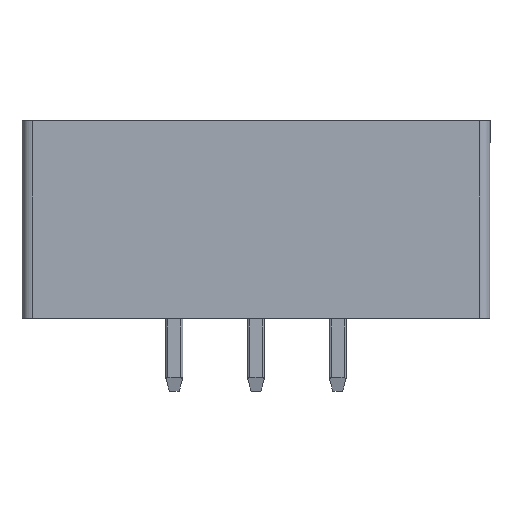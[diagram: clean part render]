
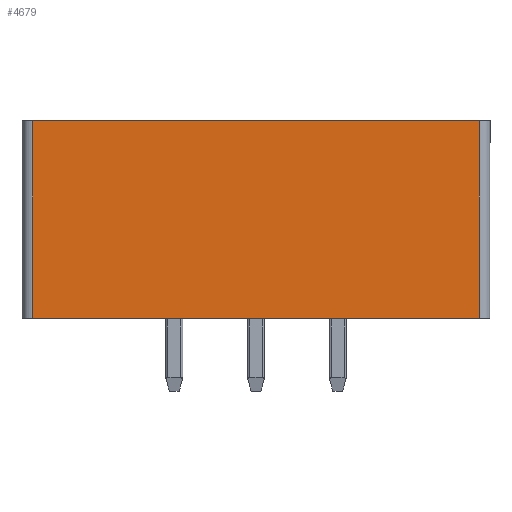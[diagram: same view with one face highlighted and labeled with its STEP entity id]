
A CAD part, front view. The second image highlights one B-rep face of the part: STEP entity #4679.
In plain terms, the highlighted planar face has unit normal (0, -1, 0).
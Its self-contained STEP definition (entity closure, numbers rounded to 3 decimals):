
#4679=ADVANCED_FACE('',(#12126),#12127,.T.);
#5779=VERTEX_POINT('',#13690);
#5783=VERTEX_POINT('',#13695);
#5785=EDGE_CURVE('',#5779,#5783,#13697,.T.);
#5975=VERTEX_POINT('',#13938);
#5979=VERTEX_POINT('',#13943);
#5981=EDGE_CURVE('',#5975,#5979,#13945,.T.);
#7247=EDGE_CURVE('',#5779,#5979,#15223,.T.);
#7249=EDGE_CURVE('',#5783,#5975,#15225,.T.);
#12126=FACE_OUTER_BOUND('',#21027,.T.);
#12127=PLANE('',#21028);
#13690=CARTESIAN_POINT('',(0.,0.,0.));
#13695=CARTESIAN_POINT('',(0.,0.,9.2));
#13697=LINE('',#22724,#22725);
#13938=CARTESIAN_POINT('',(20.82,0.,9.2));
#13943=CARTESIAN_POINT('',(20.82,0.,0.));
#13945=LINE('',#23105,#23106);
#15223=LINE('',#25182,#25183);
#15225=LINE('',#25186,#25187);
#21027=EDGE_LOOP('',(#33261,#33262,#33263,#33264));
#21028=AXIS2_PLACEMENT_3D('',#33265,#33266,#33267);
#22724=CARTESIAN_POINT('',(0.,0.,0.));
#22725=VECTOR('',#37498,1.0);
#23105=CARTESIAN_POINT('',(20.82,0.,9.2));
#23106=VECTOR('',#37652,1.0);
#25182=CARTESIAN_POINT('',(14.22,0.,0.));
#25183=VECTOR('',#38185,1.0);
#25186=CARTESIAN_POINT('',(14.22,0.,9.2));
#25187=VECTOR('',#38186,1.0);
#33261=ORIENTED_EDGE('',*,*,#7247,.T.);
#33262=ORIENTED_EDGE('',*,*,#5981,.F.);
#33263=ORIENTED_EDGE('',*,*,#7249,.F.);
#33264=ORIENTED_EDGE('',*,*,#5785,.F.);
#33265=CARTESIAN_POINT('',(-0.165,0.,-0.23));
#33266=DIRECTION('',(0.,-1.0,0.));
#33267=DIRECTION('',(0.0,0.,-1.0));
#37498=DIRECTION('',(0.,0.,1.0));
#37652=DIRECTION('',(0.,0.,-1.0));
#38185=DIRECTION('',(1.0,0.,0.));
#38186=DIRECTION('',(1.0,0.,0.));
